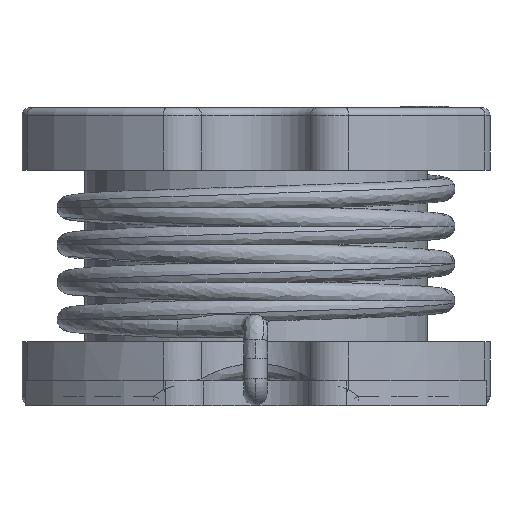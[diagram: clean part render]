
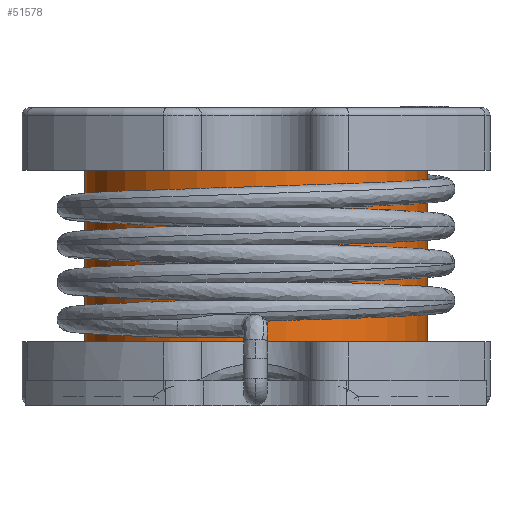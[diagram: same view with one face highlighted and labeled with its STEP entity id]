
A CAD part, front view. The second image highlights one B-rep face of the part: STEP entity #51578.
In plain terms, the highlighted cylindrical face has radius 1.1 mm (diameter 2.2 mm), a partial arc.
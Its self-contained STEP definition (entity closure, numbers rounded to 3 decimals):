
#445 = EDGE_CURVE ( 'NONE', #43732, #55600, #29599, .T. ) ;
#1230 = ORIENTED_EDGE ( 'NONE', *, *, #445, .F. ) ;
#2923 = DIRECTION ( 'NONE',  ( 0., 0., -1. ) ) ;
#4198 = DIRECTION ( 'NONE',  ( -1., 0., 0. ) ) ;
#4290 = CARTESIAN_POINT ( 'NONE',  ( -1.1, 0., 0.4 ) ) ;
#4392 = ORIENTED_EDGE ( 'NONE', *, *, #63178, .F. ) ;
#7164 = AXIS2_PLACEMENT_3D ( 'NONE', #12786, #57334, #52415 ) ;
#7419 = DIRECTION ( 'NONE',  ( 1., 0., 0. ) ) ;
#8025 = VERTEX_POINT ( 'NONE', #4290 ) ;
#8510 = AXIS2_PLACEMENT_3D ( 'NONE', #9470, #30912, #4198 ) ;
#9470 = CARTESIAN_POINT ( 'NONE',  ( 0., 0., 1.5 ) ) ;
#11287 = DIRECTION ( 'NONE',  ( 0., 0., 1. ) ) ;
#12786 = CARTESIAN_POINT ( 'NONE',  ( 0., 0., 1.5 ) ) ;
#15852 = VECTOR ( 'NONE', #2923, 1000. ) ;
#16383 = EDGE_CURVE ( 'NONE', #43732, #8025, #56970, .T. ) ;
#18440 = ORIENTED_EDGE ( 'NONE', *, *, #26228, .T. ) ;
#21683 = DIRECTION ( 'NONE',  ( 0., 0., -1. ) ) ;
#21811 = CARTESIAN_POINT ( 'NONE',  ( 0., 0., 0.4 ) ) ;
#26228 = EDGE_CURVE ( 'NONE', #8025, #61333, #51567, .T. ) ;
#29599 = CIRCLE ( 'NONE', #7164, 1.1 ) ;
#30912 = DIRECTION ( 'NONE',  ( 0., 0., -1. ) ) ;
#33312 = ORIENTED_EDGE ( 'NONE', *, *, #16383, .T. ) ;
#37497 = LINE ( 'NONE', #38187, #58081 ) ;
#37751 = CARTESIAN_POINT ( 'NONE',  ( -1.1, 0., 1.5 ) ) ;
#38187 = CARTESIAN_POINT ( 'NONE',  ( 1.1, 0., 1.5 ) ) ;
#40710 = FACE_OUTER_BOUND ( 'NONE', #62198, .T. ) ;
#41530 = AXIS2_PLACEMENT_3D ( 'NONE', #21811, #11287, #7419 ) ;
#43732 = VERTEX_POINT ( 'NONE', #37751 ) ;
#48680 = CARTESIAN_POINT ( 'NONE',  ( 1.1, 0., 1.5 ) ) ;
#51567 = CIRCLE ( 'NONE', #41530, 1.1 ) ;
#51578 = ADVANCED_FACE ( 'NONE', ( #40710 ), #62121, .T. ) ;
#52415 = DIRECTION ( 'NONE',  ( 1., 0., 0. ) ) ;
#55600 = VERTEX_POINT ( 'NONE', #48680 ) ;
#56970 = LINE ( 'NONE', #60876, #15852 ) ;
#57334 = DIRECTION ( 'NONE',  ( 0., 0., 1. ) ) ;
#58081 = VECTOR ( 'NONE', #21683, 1000. ) ;
#60876 = CARTESIAN_POINT ( 'NONE',  ( -1.1, 0., 1.5 ) ) ;
#61333 = VERTEX_POINT ( 'NONE', #64977 ) ;
#62121 = CYLINDRICAL_SURFACE ( 'NONE', #8510, 1.1 ) ;
#62198 = EDGE_LOOP ( 'NONE', ( #4392, #1230, #33312, #18440 ) ) ;
#63178 = EDGE_CURVE ( 'NONE', #55600, #61333, #37497, .T. ) ;
#64977 = CARTESIAN_POINT ( 'NONE',  ( 1.1, 0., 0.4 ) ) ;
